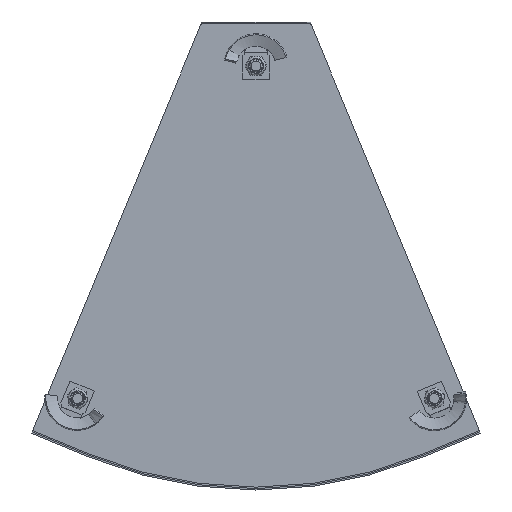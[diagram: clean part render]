
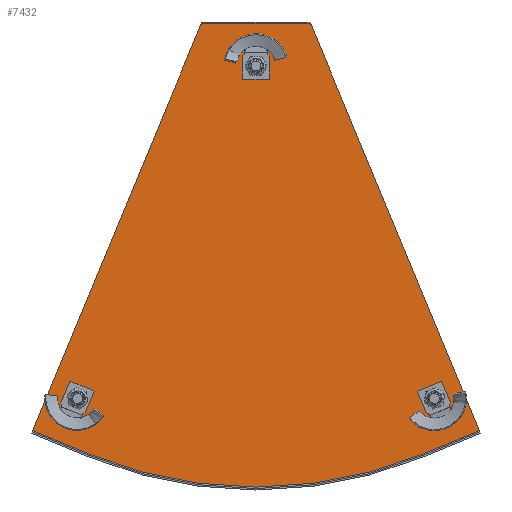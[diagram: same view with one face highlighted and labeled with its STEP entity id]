
A CAD part, front view. The second image highlights one B-rep face of the part: STEP entity #7432.
In plain terms, the highlighted planar face has unit normal (0, -1, 0).
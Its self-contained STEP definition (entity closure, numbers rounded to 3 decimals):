
#45 = EDGE_CURVE ( 'NONE', #7466, #108, #876, .T. ) ;
#108 = VERTEX_POINT ( 'NONE', #5834 ) ;
#276 = DIRECTION ( 'NONE',  ( 0., 0., 1. ) ) ;
#297 = VECTOR ( 'NONE', #6226, 1000. ) ;
#325 = AXIS2_PLACEMENT_3D ( 'NONE', #5734, #2229, #421 ) ;
#343 = CARTESIAN_POINT ( 'NONE',  ( 0., -1., -49.55 ) ) ;
#421 = DIRECTION ( 'NONE',  ( 0., 0., 1. ) ) ;
#525 = AXIS2_PLACEMENT_3D ( 'NONE', #5639, #4529, #5028 ) ;
#538 = EDGE_CURVE ( 'NONE', #5943, #6837, #2072, .T. ) ;
#548 = DIRECTION ( 'NONE',  ( -0.924, 0., -0.383 ) ) ;
#555 = CARTESIAN_POINT ( 'NONE',  ( 121.898, -1., -276.789 ) ) ;
#574 = CIRCLE ( 'NONE', #4497, 8.25 ) ;
#597 = ORIENTED_EDGE ( 'NONE', *, *, #823, .F. ) ;
#682 = ORIENTED_EDGE ( 'NONE', *, *, #5773, .T. ) ;
#797 = CARTESIAN_POINT ( 'NONE',  ( -37.75, -1., -13.27 ) ) ;
#823 = EDGE_CURVE ( 'NONE', #7302, #2936, #2447, .T. ) ;
#830 = DIRECTION ( 'NONE',  ( 0., 1., 0. ) ) ;
#876 = LINE ( 'NONE', #2898, #7159 ) ;
#971 = AXIS2_PLACEMENT_3D ( 'NONE', #5662, #2089, #6173 ) ;
#1186 = ORIENTED_EDGE ( 'NONE', *, *, #4671, .T. ) ;
#1198 = CARTESIAN_POINT ( 'NONE',  ( 0., -1., -41.3 ) ) ;
#1208 = ORIENTED_EDGE ( 'NONE', *, *, #45, .F. ) ;
#1225 = DIRECTION ( 'NONE',  ( -0.924, 0., 0.383 ) ) ;
#1269 = CARTESIAN_POINT ( 'NONE',  ( -37.278, -1., -12.27 ) ) ;
#1323 = DIRECTION ( 'NONE',  ( 0., 1., 0. ) ) ;
#1352 = VECTOR ( 'NONE', #2557, 1000. ) ;
#1373 = CARTESIAN_POINT ( 'NONE',  ( -37.75, -1., -13.27 ) ) ;
#1387 = CARTESIAN_POINT ( 'NONE',  ( -121.898, -1., -276.789 ) ) ;
#1449 = EDGE_CURVE ( 'NONE', #5433, #2802, #5723, .T. ) ;
#1550 = VERTEX_POINT ( 'NONE', #1387 ) ;
#1656 = EDGE_LOOP ( 'NONE', ( #2592, #5096 ) ) ;
#1671 = ORIENTED_EDGE ( 'NONE', *, *, #5320, .F. ) ;
#1945 = EDGE_CURVE ( 'NONE', #1550, #6715, #6256, .T. ) ;
#1986 = B_SPLINE_CURVE_WITH_KNOTS ( 'NONE', 3,
 ( #7168, #4807, #4281, #3700, #4303, #1373 ),
 .UNSPECIFIED., .F., .F.,
 ( 4, 2, 4 ),
 ( 0., 0.001, 0.001 ),
 .UNSPECIFIED. ) ;
#2006 = CARTESIAN_POINT ( 'NONE',  ( 37.75, -1., -13.27 ) ) ;
#2014 = CARTESIAN_POINT ( 'NONE',  ( 37.75, -1., -13.27 ) ) ;
#2057 = LINE ( 'NONE', #3841, #297 ) ;
#2072 = CIRCLE ( 'NONE', #2106, 8.25 ) ;
#2089 = DIRECTION ( 'NONE',  ( 0., 1., 0. ) ) ;
#2106 = AXIS2_PLACEMENT_3D ( 'NONE', #6853, #3934, #5052 ) ;
#2229 = DIRECTION ( 'NONE',  ( 0., 1., 0. ) ) ;
#2255 = VECTOR ( 'NONE', #1225, 1000. ) ;
#2322 = VERTEX_POINT ( 'NONE', #1269 ) ;
#2328 = FACE_BOUND ( 'NONE', #1656, .T. ) ;
#2403 = EDGE_CURVE ( 'NONE', #2802, #5433, #574, .T. ) ;
#2447 = LINE ( 'NONE', #3614, #2255 ) ;
#2557 = DIRECTION ( 'NONE',  ( 0.383, 0., 0.924 ) ) ;
#2561 = EDGE_CURVE ( 'NONE', #3665, #7466, #4417, .T. ) ;
#2564 = CIRCLE ( 'NONE', #525, 8.25 ) ;
#2572 = DIRECTION ( 'NONE',  ( 0., 0., 1. ) ) ;
#2577 = CARTESIAN_POINT ( 'NONE',  ( -121.898, -1., -260.289 ) ) ;
#2592 = ORIENTED_EDGE ( 'NONE', *, *, #4734, .T. ) ;
#2624 = EDGE_CURVE ( 'NONE', #2322, #6937, #2057, .T. ) ;
#2683 = CARTESIAN_POINT ( 'NONE',  ( 0., -1., -30.578 ) ) ;
#2802 = VERTEX_POINT ( 'NONE', #343 ) ;
#2898 = CARTESIAN_POINT ( 'NONE',  ( 152.626, -1., -290.443 ) ) ;
#2936 = VERTEX_POINT ( 'NONE', #6810 ) ;
#3232 = FACE_BOUND ( 'NONE', #6265, .T. ) ;
#3338 = CARTESIAN_POINT ( 'NONE',  ( 121.898, -1., -260.289 ) ) ;
#3440 = CIRCLE ( 'NONE', #5744, 298.5 ) ;
#3441 = VERTEX_POINT ( 'NONE', #797 ) ;
#3596 = CARTESIAN_POINT ( 'NONE',  ( -114.288, -1., -306.332 ) ) ;
#3614 = CARTESIAN_POINT ( 'NONE',  ( -114.288, -1., -306.332 ) ) ;
#3643 = CARTESIAN_POINT ( 'NONE',  ( -152.626, -1., -290.443 ) ) ;
#3649 = ORIENTED_EDGE ( 'NONE', *, *, #2403, .T. ) ;
#3651 = CARTESIAN_POINT ( 'NONE',  ( -121.898, -1., -268.539 ) ) ;
#3665 = VERTEX_POINT ( 'NONE', #2006 ) ;
#3700 = CARTESIAN_POINT ( 'NONE',  ( -37.56, -1., -12.952 ) ) ;
#3763 = CARTESIAN_POINT ( 'NONE',  ( 37.278, -1., -12.27 ) ) ;
#3841 = CARTESIAN_POINT ( 'NONE',  ( 0., -1., -12.27 ) ) ;
#3870 = VECTOR ( 'NONE', #4962, 1000. ) ;
#3886 = EDGE_CURVE ( 'NONE', #6837, #5943, #2564, .T. ) ;
#3934 = DIRECTION ( 'NONE',  ( 0., 1., 0. ) ) ;
#3965 = CARTESIAN_POINT ( 'NONE',  ( 37.278, -1., -12.27 ) ) ;
#4001 = DIRECTION ( 'NONE',  ( 0., 0., 1. ) ) ;
#4281 = CARTESIAN_POINT ( 'NONE',  ( -37.399, -1., -12.621 ) ) ;
#4303 = CARTESIAN_POINT ( 'NONE',  ( -37.655, -1., -13.112 ) ) ;
#4417 = LINE ( 'NONE', #6138, #3870 ) ;
#4447 = CIRCLE ( 'NONE', #6744, 8.25 ) ;
#4471 = B_SPLINE_CURVE_WITH_KNOTS ( 'NONE', 3,
 ( #2014, #6692, #6110, #6668, #7257, #3763 ),
 .UNSPECIFIED., .F., .F.,
 ( 4, 2, 4 ),
 ( 0., 0.001, 0.001 ),
 .UNSPECIFIED. ) ;
#4497 = AXIS2_PLACEMENT_3D ( 'NONE', #6338, #7251, #4001 ) ;
#4529 = DIRECTION ( 'NONE',  ( 0., 1., 0. ) ) ;
#4671 = EDGE_CURVE ( 'NONE', #2322, #3441, #1986, .T. ) ;
#4734 = EDGE_CURVE ( 'NONE', #6715, #1550, #4447, .T. ) ;
#4807 = CARTESIAN_POINT ( 'NONE',  ( -37.332, -1., -12.449 ) ) ;
#4834 = EDGE_CURVE ( 'NONE', #108, #7302, #3440, .T. ) ;
#4957 = EDGE_LOOP ( 'NONE', ( #5133, #6895 ) ) ;
#4962 = DIRECTION ( 'NONE',  ( 0.383, 0., -0.924 ) ) ;
#5028 = DIRECTION ( 'NONE',  ( 0., 0., 1. ) ) ;
#5052 = DIRECTION ( 'NONE',  ( 0., 0., 1. ) ) ;
#5096 = ORIENTED_EDGE ( 'NONE', *, *, #1945, .T. ) ;
#5133 = ORIENTED_EDGE ( 'NONE', *, *, #3886, .T. ) ;
#5320 = EDGE_CURVE ( 'NONE', #2936, #3441, #6198, .T. ) ;
#5433 = VERTEX_POINT ( 'NONE', #7298 ) ;
#5450 = FACE_BOUND ( 'NONE', #4957, .T. ) ;
#5587 = AXIS2_PLACEMENT_3D ( 'NONE', #1198, #7081, #6495 ) ;
#5589 = PLANE ( 'NONE',  #971 ) ;
#5639 = CARTESIAN_POINT ( 'NONE',  ( 121.898, -1., -268.539 ) ) ;
#5662 = CARTESIAN_POINT ( 'NONE',  ( 0., -1., -30.578 ) ) ;
#5723 = CIRCLE ( 'NONE', #5587, 8.25 ) ;
#5734 = CARTESIAN_POINT ( 'NONE',  ( -121.898, -1., -268.539 ) ) ;
#5744 = AXIS2_PLACEMENT_3D ( 'NONE', #2683, #830, #276 ) ;
#5753 = EDGE_LOOP ( 'NONE', ( #682, #6886, #1186, #1671, #597, #6318, #1208, #6221 ) ) ;
#5768 = ORIENTED_EDGE ( 'NONE', *, *, #1449, .T. ) ;
#5773 = EDGE_CURVE ( 'NONE', #3665, #6937, #4471, .T. ) ;
#5834 = CARTESIAN_POINT ( 'NONE',  ( 114.288, -1., -306.332 ) ) ;
#5943 = VERTEX_POINT ( 'NONE', #555 ) ;
#6110 = CARTESIAN_POINT ( 'NONE',  ( 37.56, -1., -12.952 ) ) ;
#6138 = CARTESIAN_POINT ( 'NONE',  ( 32.25, -1., 0. ) ) ;
#6173 = DIRECTION ( 'NONE',  ( 0., 0., 1. ) ) ;
#6198 = LINE ( 'NONE', #3643, #1352 ) ;
#6220 = CARTESIAN_POINT ( 'NONE',  ( 152.626, -1., -290.443 ) ) ;
#6221 = ORIENTED_EDGE ( 'NONE', *, *, #2561, .F. ) ;
#6226 = DIRECTION ( 'NONE',  ( 1., 0., 0. ) ) ;
#6256 = CIRCLE ( 'NONE', #325, 8.25 ) ;
#6265 = EDGE_LOOP ( 'NONE', ( #5768, #3649 ) ) ;
#6318 = ORIENTED_EDGE ( 'NONE', *, *, #4834, .F. ) ;
#6338 = CARTESIAN_POINT ( 'NONE',  ( 0., -1., -41.3 ) ) ;
#6495 = DIRECTION ( 'NONE',  ( 0., 0., 1. ) ) ;
#6668 = CARTESIAN_POINT ( 'NONE',  ( 37.399, -1., -12.621 ) ) ;
#6692 = CARTESIAN_POINT ( 'NONE',  ( 37.655, -1., -13.112 ) ) ;
#6715 = VERTEX_POINT ( 'NONE', #2577 ) ;
#6744 = AXIS2_PLACEMENT_3D ( 'NONE', #3651, #1323, #2572 ) ;
#6810 = CARTESIAN_POINT ( 'NONE',  ( -152.626, -1., -290.443 ) ) ;
#6837 = VERTEX_POINT ( 'NONE', #3338 ) ;
#6853 = CARTESIAN_POINT ( 'NONE',  ( 121.898, -1., -268.539 ) ) ;
#6886 = ORIENTED_EDGE ( 'NONE', *, *, #2624, .F. ) ;
#6895 = ORIENTED_EDGE ( 'NONE', *, *, #538, .T. ) ;
#6937 = VERTEX_POINT ( 'NONE', #3965 ) ;
#6947 = FACE_OUTER_BOUND ( 'NONE', #5753, .T. ) ;
#7081 = DIRECTION ( 'NONE',  ( 0., 1., 0. ) ) ;
#7159 = VECTOR ( 'NONE', #548, 1000. ) ;
#7168 = CARTESIAN_POINT ( 'NONE',  ( -37.278, -1., -12.27 ) ) ;
#7251 = DIRECTION ( 'NONE',  ( 0., 1., 0. ) ) ;
#7257 = CARTESIAN_POINT ( 'NONE',  ( 37.332, -1., -12.449 ) ) ;
#7298 = CARTESIAN_POINT ( 'NONE',  ( 0., -1., -33.05 ) ) ;
#7302 = VERTEX_POINT ( 'NONE', #3596 ) ;
#7432 = ADVANCED_FACE ( 'NONE', ( #6947, #2328, #5450, #3232 ), #5589, .F. ) ;
#7466 = VERTEX_POINT ( 'NONE', #6220 ) ;
